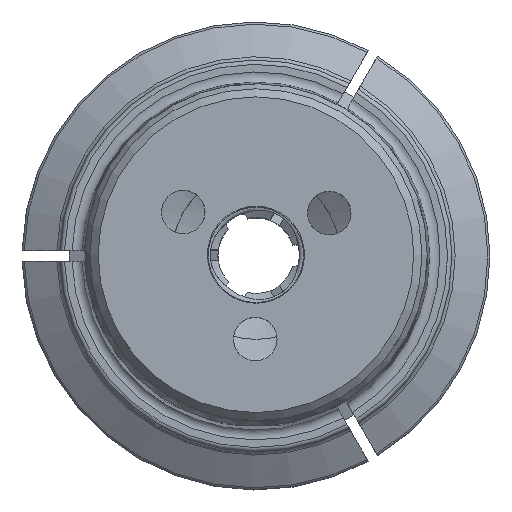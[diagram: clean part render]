
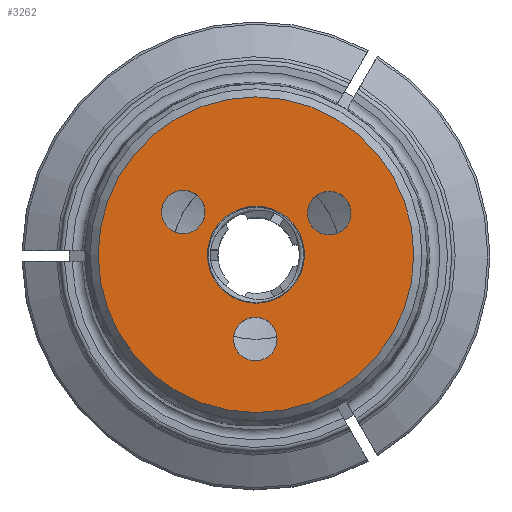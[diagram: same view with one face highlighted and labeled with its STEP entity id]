
A CAD part, top view. The second image highlights one B-rep face of the part: STEP entity #3262.
In plain terms, the highlighted planar face has unit normal (0, 0, 1).
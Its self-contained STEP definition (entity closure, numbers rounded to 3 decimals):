
#153=PLANE('',#3476);
#623=ORIENTED_EDGE('',*,*,#1255,.F.);
#624=ORIENTED_EDGE('',*,*,#1259,.F.);
#625=ORIENTED_EDGE('',*,*,#1241,.T.);
#626=ORIENTED_EDGE('',*,*,#1202,.T.);
#627=ORIENTED_EDGE('',*,*,#1163,.T.);
#1163=EDGE_CURVE('',#1507,#1507,#1741,.T.);
#1202=EDGE_CURVE('',#1534,#1534,#1761,.T.);
#1241=EDGE_CURVE('',#1561,#1561,#1781,.T.);
#1255=EDGE_CURVE('',#1569,#1569,#1792,.T.);
#1259=EDGE_CURVE('',#1573,#1573,#1796,.T.);
#1507=VERTEX_POINT('',#4485);
#1534=VERTEX_POINT('',#4583);
#1561=VERTEX_POINT('',#4681);
#1569=VERTEX_POINT('',#4729);
#1573=VERTEX_POINT('',#4739);
#1741=CIRCLE('',#3381,2.);
#1761=CIRCLE('',#3414,2.);
#1781=CIRCLE('',#3447,2.);
#1792=CIRCLE('',#3465,4.459);
#1796=CIRCLE('',#3471,14.5);
#1954=EDGE_LOOP('',(#623));
#1955=EDGE_LOOP('',(#624));
#1956=EDGE_LOOP('',(#625));
#1957=EDGE_LOOP('',(#626));
#1958=EDGE_LOOP('',(#627));
#2126=FACE_BOUND('',#1954,.T.);
#2127=FACE_BOUND('',#1955,.T.);
#2128=FACE_BOUND('',#1956,.T.);
#2129=FACE_BOUND('',#1957,.T.);
#2130=FACE_BOUND('',#1958,.T.);
#3262=ADVANCED_FACE('',(#2126,#2127,#2128,#2129,#2130),#153,.F.);
#3381=AXIS2_PLACEMENT_3D('',#4484,#3734,#3735);
#3414=AXIS2_PLACEMENT_3D('',#4582,#3818,#3819);
#3447=AXIS2_PLACEMENT_3D('',#4680,#3902,#3903);
#3465=AXIS2_PLACEMENT_3D('',#4728,#3940,#3941);
#3471=AXIS2_PLACEMENT_3D('',#4738,#3952,#3953);
#3476=AXIS2_PLACEMENT_3D('',#4746,#3962,#3963);
#3734=DIRECTION('',(0.,0.,-1.));
#3735=DIRECTION('',(-1.,0.,0.));
#3818=DIRECTION('',(0.,0.,-1.));
#3819=DIRECTION('',(-1.,0.,0.));
#3902=DIRECTION('',(0.,0.,-1.));
#3903=DIRECTION('',(-1.,0.,0.));
#3940=DIRECTION('',(0.,0.,1.));
#3941=DIRECTION('',(0.,-1.,0.));
#3952=DIRECTION('',(0.,0.,-1.));
#3953=DIRECTION('',(-1.,0.,0.));
#3962=DIRECTION('',(0.,0.,-1.));
#3963=DIRECTION('',(-1.,0.,0.));
#4484=CARTESIAN_POINT('',(-0.058,-7.75,70.));
#4485=CARTESIAN_POINT('',(-2.058,-7.75,70.));
#4582=CARTESIAN_POINT('',(-6.682,3.925,70.));
#4583=CARTESIAN_POINT('',(-8.682,3.925,70.));
#4680=CARTESIAN_POINT('',(6.741,3.824,70.));
#4681=CARTESIAN_POINT('',(4.741,3.824,70.));
#4728=CARTESIAN_POINT('',(0.,0.,70.));
#4729=CARTESIAN_POINT('',(0.,-4.459,70.));
#4738=CARTESIAN_POINT('',(0.,0.,70.));
#4739=CARTESIAN_POINT('',(-14.5,0.,70.));
#4746=CARTESIAN_POINT('',(15.25,0.,70.));
